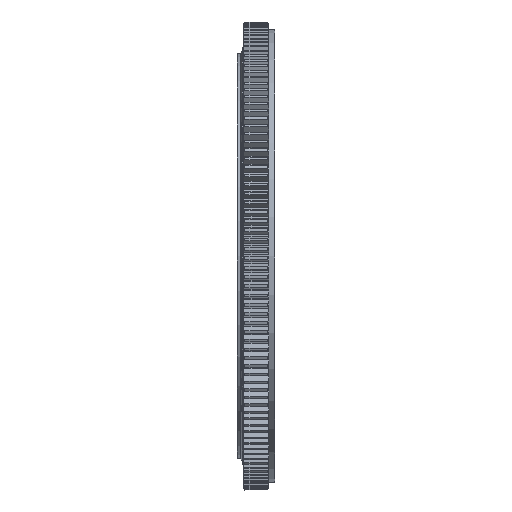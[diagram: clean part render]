
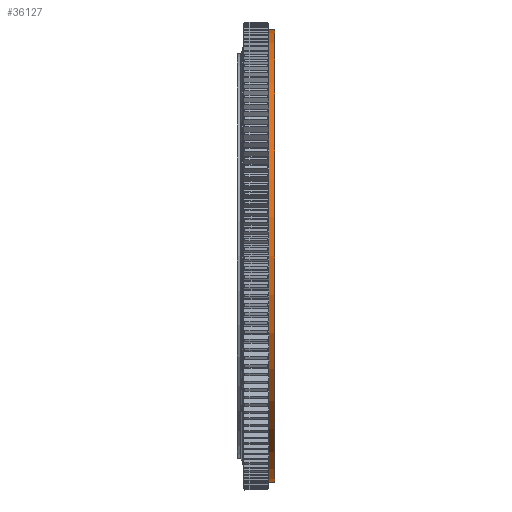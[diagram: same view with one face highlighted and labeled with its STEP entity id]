
A CAD part, left-side view. The second image highlights one B-rep face of the part: STEP entity #36127.
In plain terms, the highlighted cylindrical face has radius 775.5 mm (diameter 1551 mm), a partial arc.
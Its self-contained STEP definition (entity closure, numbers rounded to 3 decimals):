
#1276 = FACE_OUTER_BOUND ( 'NONE', #2272, .T. ) ;
#1641 = LINE ( 'NONE', #32075, #18548 ) ;
#2272 = EDGE_LOOP ( 'NONE', ( #18583, #8273, #19553, #26515 ) ) ;
#2665 = CARTESIAN_POINT ( 'NONE',  ( 0., -37.5, -775.5 ) ) ;
#5035 = DIRECTION ( 'NONE',  ( 0., 1., 0. ) ) ;
#6852 = CARTESIAN_POINT ( 'NONE',  ( 0., -37.5, 0. ) ) ;
#7749 = VECTOR ( 'NONE', #16490, 1000. ) ;
#8243 = AXIS2_PLACEMENT_3D ( 'NONE', #39188, #18887, #42592 ) ;
#8273 = ORIENTED_EDGE ( 'NONE', *, *, #38566, .F. ) ;
#10489 = VERTEX_POINT ( 'NONE', #22749 ) ;
#10819 = DIRECTION ( 'NONE',  ( 0., 0., 1. ) ) ;
#12014 = CARTESIAN_POINT ( 'NONE',  ( 0., -59.5, -775.5 ) ) ;
#13357 = VERTEX_POINT ( 'NONE', #12014 ) ;
#16179 = CARTESIAN_POINT ( 'NONE',  ( 0., 68.261, -775.5 ) ) ;
#16490 = DIRECTION ( 'NONE',  ( 0., 1., 0. ) ) ;
#16771 = LINE ( 'NONE', #16179, #7749 ) ;
#17210 = CARTESIAN_POINT ( 'NONE',  ( 0., 68.261, 0. ) ) ;
#18143 = AXIS2_PLACEMENT_3D ( 'NONE', #17210, #34073, #40909 ) ;
#18548 = VECTOR ( 'NONE', #5035, 1000. ) ;
#18583 = ORIENTED_EDGE ( 'NONE', *, *, #43693, .F. ) ;
#18887 = DIRECTION ( 'NONE',  ( 0., -1., 0. ) ) ;
#19043 = VERTEX_POINT ( 'NONE', #19351 ) ;
#19351 = CARTESIAN_POINT ( 'NONE',  ( 0., -37.5, 775.5 ) ) ;
#19553 = ORIENTED_EDGE ( 'NONE', *, *, #25494, .T. ) ;
#20395 = EDGE_CURVE ( 'NONE', #22507, #19043, #21719, .T. ) ;
#21719 = CIRCLE ( 'NONE', #31073, 775.5 ) ;
#22507 = VERTEX_POINT ( 'NONE', #2665 ) ;
#22749 = CARTESIAN_POINT ( 'NONE',  ( 0., -59.5, 775.5 ) ) ;
#25494 = EDGE_CURVE ( 'NONE', #10489, #19043, #1641, .T. ) ;
#26132 = CYLINDRICAL_SURFACE ( 'NONE', #18143, 775.5 ) ;
#26515 = ORIENTED_EDGE ( 'NONE', *, *, #20395, .F. ) ;
#30491 = DIRECTION ( 'NONE',  ( 0., 1., 0. ) ) ;
#31073 = AXIS2_PLACEMENT_3D ( 'NONE', #6852, #30491, #10819 ) ;
#32075 = CARTESIAN_POINT ( 'NONE',  ( 0., 68.261, 775.5 ) ) ;
#32317 = CIRCLE ( 'NONE', #8243, 775.5 ) ;
#34073 = DIRECTION ( 'NONE',  ( 0., 1., 0. ) ) ;
#36127 = ADVANCED_FACE ( 'NONE', ( #1276 ), #26132, .T. ) ;
#38566 = EDGE_CURVE ( 'NONE', #10489, #13357, #32317, .T. ) ;
#39188 = CARTESIAN_POINT ( 'NONE',  ( 0., -59.5, 0. ) ) ;
#40909 = DIRECTION ( 'NONE',  ( 0., 0., 1. ) ) ;
#42592 = DIRECTION ( 'NONE',  ( 0., 0., 1. ) ) ;
#43693 = EDGE_CURVE ( 'NONE', #13357, #22507, #16771, .T. ) ;
